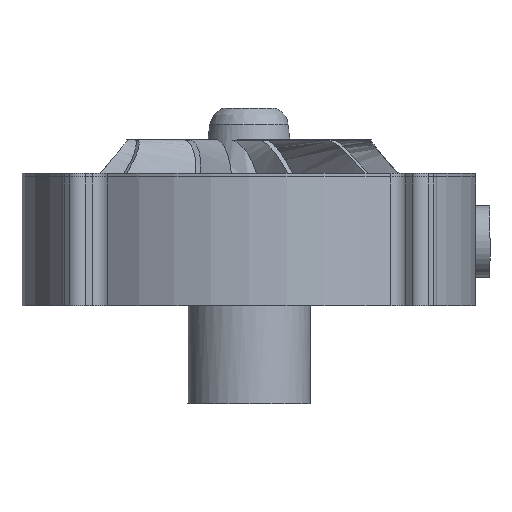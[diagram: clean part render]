
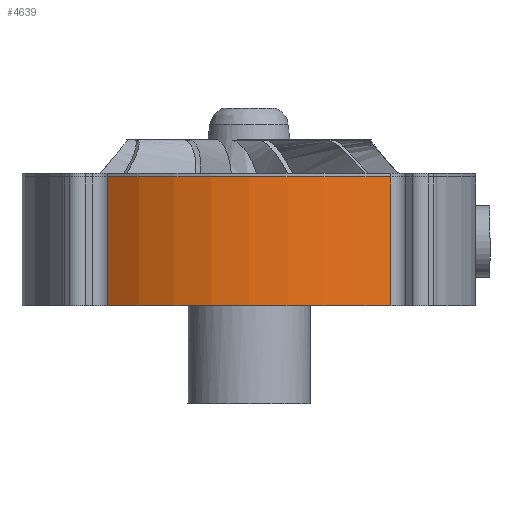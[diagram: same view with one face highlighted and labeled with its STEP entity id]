
A CAD part, front view. The second image highlights one B-rep face of the part: STEP entity #4639.
In plain terms, the highlighted cylindrical face has radius 60 mm (diameter 120 mm), a partial arc.
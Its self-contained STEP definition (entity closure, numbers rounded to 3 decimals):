
#557=FACE_OUTER_BOUND('',#824,.T.);
#824=EDGE_LOOP('',(#3336,#3337,#3338,#3339));
#1080=LINE('',#6736,#1340);
#1094=LINE('',#6774,#1354);
#1340=VECTOR('',#5438,10.);
#1354=VECTOR('',#5478,10.);
#1594=CIRCLE('',#4910,60.);
#1647=CIRCLE('',#5009,60.);
#1845=VERTEX_POINT('',#6645);
#1846=VERTEX_POINT('',#6647);
#1869=VERTEX_POINT('',#6732);
#1881=VERTEX_POINT('',#6772);
#2331=EDGE_CURVE('',#1846,#1845,#1594,.T.);
#2359=EDGE_CURVE('',#1846,#1869,#1080,.T.);
#2378=EDGE_CURVE('',#1881,#1845,#1094,.T.);
#2499=EDGE_CURVE('',#1869,#1881,#1647,.T.);
#3336=ORIENTED_EDGE('',*,*,#2359,.F.);
#3337=ORIENTED_EDGE('',*,*,#2331,.T.);
#3338=ORIENTED_EDGE('',*,*,#2378,.F.);
#3339=ORIENTED_EDGE('',*,*,#2499,.F.);
#4533=CYLINDRICAL_SURFACE('',#5008,60.);
#4639=ADVANCED_FACE('',(#557),#4533,.T.);
#4910=AXIS2_PLACEMENT_3D('',#6648,#5386,#5387);
#5008=AXIS2_PLACEMENT_3D('',#7854,#5643,#5644);
#5009=AXIS2_PLACEMENT_3D('',#7855,#5645,#5646);
#5386=DIRECTION('center_axis',(0.,0.,1.));
#5387=DIRECTION('ref_axis',(1.,0.,0.));
#5438=DIRECTION('',(0.,0.,1.));
#5478=DIRECTION('',(0.,0.,-1.));
#5643=DIRECTION('center_axis',(0.,0.,1.));
#5644=DIRECTION('ref_axis',(1.,0.,0.));
#5645=DIRECTION('center_axis',(0.,0.,1.));
#5646=DIRECTION('ref_axis',(-1.,0.,0.));
#6645=CARTESIAN_POINT('',(37.45,-46.878,0.));
#6647=CARTESIAN_POINT('',(-37.45,-46.878,0.));
#6648=CARTESIAN_POINT('Origin',(0.,0.,0.));
#6732=CARTESIAN_POINT('',(-37.45,-46.878,34.));
#6736=CARTESIAN_POINT('',(-37.45,-46.878,0.));
#6772=CARTESIAN_POINT('',(37.45,-46.878,34.));
#6774=CARTESIAN_POINT('',(37.45,-46.878,0.));
#7854=CARTESIAN_POINT('Origin',(0.,0.,0.));
#7855=CARTESIAN_POINT('Origin',(0.,0.,34.));
